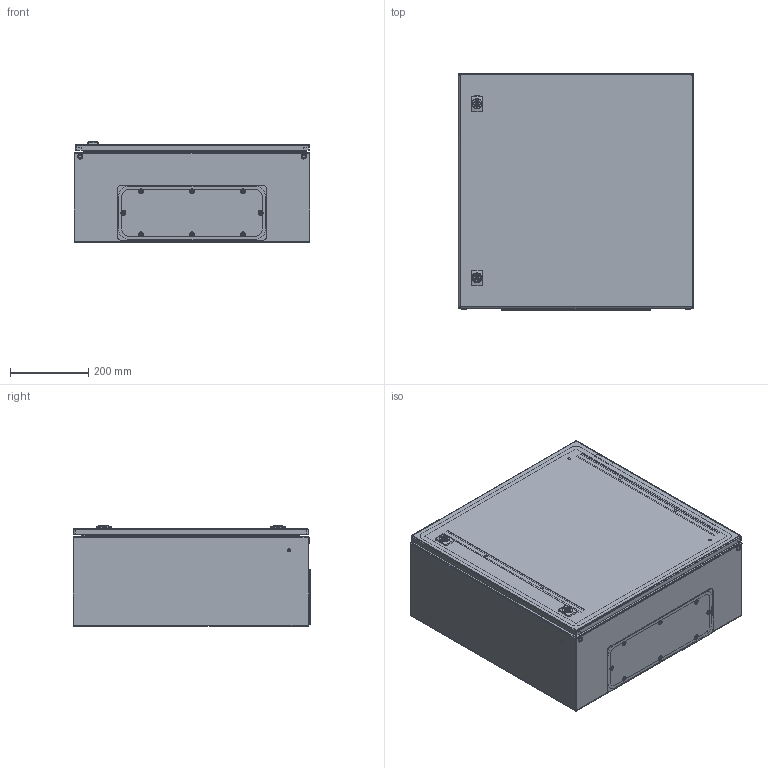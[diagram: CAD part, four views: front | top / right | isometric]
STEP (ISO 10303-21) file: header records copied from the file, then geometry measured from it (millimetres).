
FILE_DESCRIPTION (( 'STEP AP203' ), '1' );
FILE_NAME ('AE-1030.step', '2009-09-28T09:24:22', ( '' ), ( '' ), 'SwSTEP 2.0', 'SolidWorks 2007', '' );
FILE_SCHEMA (( 'CONFIG_CONTROL_DESIGN' ));
Length unit declared in the file: millimetre
Products named in the file (38): AE-1030; ENG-005950_6mm; ENG-000963_M5 X 0.8 (6MM LONG); ENG-000098_M6; ENG-000268_509; ENGB-000201_510; 040520061108_03U30-012; ENG-000138_M6x20; ENG-000125_Standard; ENG-000020_Standard; ENG-000093_Standard; ENG-000128_Standard; 1000-160-1_Standard; ENG-001739_DIN 7983 4,8 x 9,5; ENG-000876_DIN 934 M8; ENG-000884_M8; ENG-001403_03B13-012; ENG-00045A_Normal; 060620061404_03U13-012; ENG-000138_M8x25; A-GEH_USE_VH_03E13-012-01 AE-1030; ENG-000872_ohne Deckelteil; ENG-001755_1242; ENG-001754_132; ENG-000732_03E20-012-01; ENG-000754_03B30-012; ENG-000806_03E31-012-01; ENG-000169_508; ENG-000929_LS-494; ENG-000129_SV-5326 (90Grad gedr.); ENG-000021_Standard; ENG-000092_Standard; ENG-000127_Standard; ENG-000126_Standard; 040520061415_600 x 600; ENG-001424_03B00-000; ENG-000928_03E00-000-01; 10042007081850_Standard
Assembly tree (82 placements, depth 6):
  AE-1030
    ENG-001739_DIN 7983 4,8 x 9,5  x8
    ENG-000876_DIN 934 M8  x8
    ENG-000884_M8  x8
    ENG-001403_03B13-012
      ENG-001755_1242  x4
      ENG-001754_132  x2
      ENG-005950_6mm  x4
        ENG-000963_M5 X 0.8 (6MM LONG)
        ENG-00045A_Normal
      ENG-000872_ohne Deckelteil  x2
        ENG-000268_509
        ENGB-000201_510
      060620061404_03U13-012
        A-GEH_USE_VH_03E13-012-01 AE-1030
        ENG-000138_M8x25  x4
        ENG-000138_M6x20  x2
    ENG-000754_03B30-012
      ENG-000929_LS-494  x2
      ENG-000129_SV-5326 (90Grad gedr.)  x2
        ENG-000128_Standard
        1000-160-1_Standard
        ENG-000126_Standard
        ENG-000127_Standard
        ENG-000125_Standard
          ENG-000020_Standard
          ENG-000093_Standard
            ENG-000092_Standard
            ENG-000021_Standard
      ENG-000098_M6  x4
      040520061108_03U30-012
        ENG-000138_M6x20  x6
        ENG-000169_508  x2
        ENG-000806_03E31-012-01
      040520061415_600 x 600
    ENG-000732_03E20-012-01
    ENG-001424_03B00-000
      10042007081850_Standard
      ENG-000928_03E00-000-01
Bounding box: 600 x 605.47 x 255.99 mm (x, y, z)
Volume: 3130820.9 mm3; surface area: 3675896 mm2
Topology: 82 solids, 82 shells, 2311 faces, 5639 edges, 3536 vertices
Faces by surface type: plane 1000, cylinder 589, cone 308, bspline 304, torus 86, sphere 24
Entity records: 46357 total; most frequent: CARTESIAN_POINT 14937, ORIENTED_EDGE 5500, DIRECTION 5392, EDGE_CURVE 2750, AXIS2_PLACEMENT_3D 2029, VERTEX_POINT 1732, VECTOR 1334, LINE 1334
